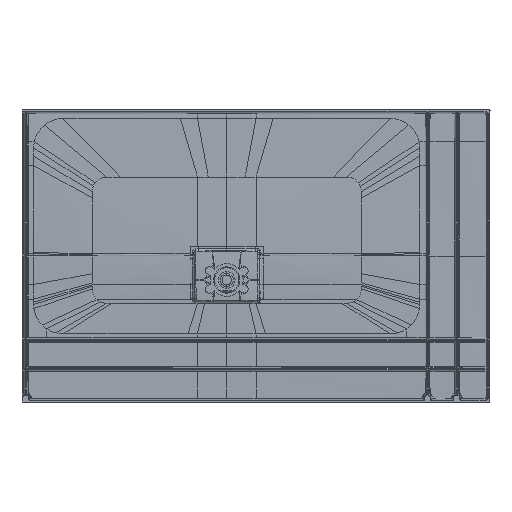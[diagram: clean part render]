
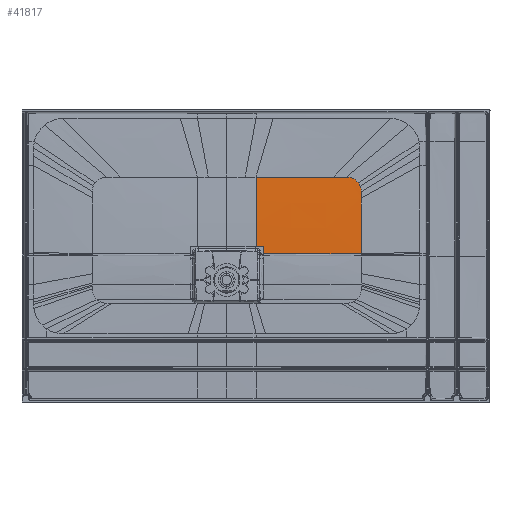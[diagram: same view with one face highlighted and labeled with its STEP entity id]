
A CAD part, front view. The second image highlights one B-rep face of the part: STEP entity #41817.
In plain terms, the highlighted free-form (B-spline) face has degree [3, 3] with [4, 4] control points.
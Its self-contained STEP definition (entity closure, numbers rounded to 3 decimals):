
#11087=CARTESIAN_POINT('',(459.999,-23.737,
145.169));
#11088=CARTESIAN_POINT('',(348.39,-26.357,
145.181));
#11089=CARTESIAN_POINT('',(236.752,-27.777,
145.154));
#11090=CARTESIAN_POINT('',(125.111,-27.962,
145.151));
#11092=CARTESIAN_POINT('',(97.993,7199.92,112.111));
#11093=DIRECTION('',(-1.,0.,0.));
#11094=DIRECTION('',(0.,-1.,0.008));
#11095=AXIS2_PLACEMENT_3D('',#11092,#11093,#11094);
#11097=CARTESIAN_POINT('',(100.081,-22.02,
407.5));
#11098=CARTESIAN_POINT('',(185.468,-22.02,
407.5));
#11099=CARTESIAN_POINT('',(273.811,-21.587,
407.5));
#11100=CARTESIAN_POINT('',(364.083,-20.81,
407.5));
#11102=CARTESIAN_POINT('',(364.083,-20.81,
407.5));
#11103=CARTESIAN_POINT('',(369.232,-20.766,
407.497));
#11104=CARTESIAN_POINT('',(379.498,-20.675,
407.493));
#11105=CARTESIAN_POINT('',(394.803,-20.534,
407.508));
#11106=CARTESIAN_POINT('',(404.945,-20.437,
407.504));
#11107=CARTESIAN_POINT('',(410.,-20.388,
407.499));
#11109=CARTESIAN_POINT('',(410.,-20.388,
407.499));
#11110=CARTESIAN_POINT('',(410.961,-20.379,
407.499));
#11111=CARTESIAN_POINT('',(412.879,-20.361,
407.441));
#11112=CARTESIAN_POINT('',(415.749,-20.34,
407.194));
#11113=CARTESIAN_POINT('',(418.599,-20.323,
406.781));
#11114=CARTESIAN_POINT('',(421.42,-20.31,
406.205));
#11115=CARTESIAN_POINT('',(424.202,-20.301,
405.468));
#11116=CARTESIAN_POINT('',(426.936,-20.296,
404.572));
#11117=CARTESIAN_POINT('',(429.615,-20.295,
403.521));
#11118=CARTESIAN_POINT('',(432.227,-20.298,
402.318));
#11119=CARTESIAN_POINT('',(434.767,-20.305,
400.967));
#11120=CARTESIAN_POINT('',(437.224,-20.316,
399.472));
#11121=CARTESIAN_POINT('',(439.592,-20.33,
397.838));
#11122=CARTESIAN_POINT('',(441.861,-20.347,
396.07));
#11123=CARTESIAN_POINT('',(444.023,-20.368,
394.178));
#11124=CARTESIAN_POINT('',(446.074,-20.392,
392.164));
#11125=CARTESIAN_POINT('',(448.007,-20.419,
390.034));
#11126=CARTESIAN_POINT('',(449.209,-20.438,
388.541));
#11127=CARTESIAN_POINT('',(449.79,-20.449,
387.777));
#11129=CARTESIAN_POINT('',(449.79,-20.449,
387.777));
#11130=CARTESIAN_POINT('',(450.334,-20.459,
387.061));
#11131=CARTESIAN_POINT('',(451.382,-20.479,
385.604));
#11132=CARTESIAN_POINT('',(452.836,-20.512,
383.334));
#11133=CARTESIAN_POINT('',(454.165,-20.547,
380.99));
#11134=CARTESIAN_POINT('',(455.366,-20.585,
378.577));
#11135=CARTESIAN_POINT('',(456.079,-20.611,
376.929));
#11136=CARTESIAN_POINT('',(456.413,-20.625,
376.094));
#11138=CARTESIAN_POINT('',(456.413,-20.625,
376.094));
#11139=CARTESIAN_POINT('',(456.75,-20.639,
375.251));
#11140=CARTESIAN_POINT('',(457.378,-20.667,
373.55));
#11141=CARTESIAN_POINT('',(458.18,-20.711,
370.949));
#11142=CARTESIAN_POINT('',(458.84,-20.758,
368.308));
#11143=CARTESIAN_POINT('',(459.356,-20.806,
365.634));
#11144=CARTESIAN_POINT('',(459.726,-20.857,
362.937));
#11145=CARTESIAN_POINT('',(459.949,-20.909,
360.222));
#11146=CARTESIAN_POINT('',(459.999,-20.944,
358.408));
#11147=CARTESIAN_POINT('',(460.,-20.963,
357.5));
#11149=DIRECTION('',(0.,-0.019,-1.));
#11150=VECTOR('',#11149,21.445);
#11151=CARTESIAN_POINT('',(460.,-20.963,
357.5));
#11152=LINE('',#11151,#11150);
#11153=CARTESIAN_POINT('',(460.,-21.38,
336.059));
#11154=CARTESIAN_POINT('',(460.,-22.582,
271.933));
#11155=CARTESIAN_POINT('',(459.992,-23.362,
208.247));
#11156=CARTESIAN_POINT('',(459.999,-23.737,
145.169));
#11627=CARTESIAN_POINT('',(100.067,-27.825,
170.2));
#11628=CARTESIAN_POINT('',(108.415,-27.825,
170.2));
#11629=CARTESIAN_POINT('',(116.762,-27.817,
170.198));
#11630=CARTESIAN_POINT('',(125.11,-27.803,
170.198));
#11632=CARTESIAN_POINT('',(125.11,-27.803,
170.198));
#11633=CARTESIAN_POINT('',(125.11,-27.871,
161.849));
#11634=CARTESIAN_POINT('',(125.111,-27.923,
153.5));
#11635=CARTESIAN_POINT('',(125.111,-27.962,
145.151));
#11637=CARTESIAN_POINT('',(125.111,-27.962,
145.151));
#20093=CARTESIAN_POINT('',(100.081,-22.02,
407.5));
#20094=VERTEX_POINT('',#20093);
#20096=CARTESIAN_POINT('',(100.067,-27.825,
170.2));
#20098=VERTEX_POINT('',#20096);
#20102=CARTESIAN_POINT('',(364.083,-20.81,
407.5));
#20103=VERTEX_POINT('',#20102);
#20105=CARTESIAN_POINT('',(410.,-20.388,
407.499));
#20106=VERTEX_POINT('',#20105);
#20108=CARTESIAN_POINT('',(449.79,-20.449,
387.777));
#20109=VERTEX_POINT('',#20108);
#20111=CARTESIAN_POINT('',(456.413,-20.625,
376.094));
#20112=VERTEX_POINT('',#20111);
#20251=VERTEX_POINT('',#11637);
#20253=CARTESIAN_POINT('',(459.999,-23.737,
145.169));
#20255=VERTEX_POINT('',#20253);
#20256=VERTEX_POINT('',#11632);
#20257=VERTEX_POINT('',#11147);
#20258=CARTESIAN_POINT('',(460.,-21.38,
336.059));
#20259=VERTEX_POINT('',#20258);
#41784=CARTESIAN_POINT('',(463.532,-19.773,
410.052));
#41785=CARTESIAN_POINT('',(463.656,-21.855,
320.905));
#41786=CARTESIAN_POINT('',(463.727,-23.152,
231.725));
#41787=CARTESIAN_POINT('',(463.747,-23.664,
142.543));
#41788=CARTESIAN_POINT('',(341.199,-21.084,
410.219));
#41789=CARTESIAN_POINT('',(341.297,-24.152,
321.033));
#41790=CARTESIAN_POINT('',(341.345,-25.98,
231.796));
#41791=CARTESIAN_POINT('',(341.344,-26.569,
142.555));
#41792=CARTESIAN_POINT('',(218.841,-21.92,
410.329));
#41793=CARTESIAN_POINT('',(218.895,-25.617,
321.107));
#41794=CARTESIAN_POINT('',(218.916,-27.651,
231.816));
#41795=CARTESIAN_POINT('',(218.906,-28.023,
142.522));
#41796=CARTESIAN_POINT('',(96.468,-21.903,
410.327));
#41797=CARTESIAN_POINT('',(96.467,-25.587,
321.106));
#41798=CARTESIAN_POINT('',(96.466,-27.618,
231.817));
#41799=CARTESIAN_POINT('',(96.466,-27.994,
142.522));
#41800=B_SPLINE_SURFACE_WITH_KNOTS('',3,3,((#41784,#41785,#41786,#41787),
(#41788,#41789,#41790,#41791),(#41792,#41793,#41794,#41795),(#41796,#41797,
#41798,#41799)),.UNSPECIFIED.,.F.,.F.,.F.,(4,4),(4,4),(0.384,
1.006),(0.302,0.987),.UNSPECIFIED.);
#41802=ORIENTED_EDGE('',*,*,#41801,.T.);
#41804=ORIENTED_EDGE('',*,*,#41803,.F.);
#41806=ORIENTED_EDGE('',*,*,#41805,.F.);
#41807=ORIENTED_EDGE('',*,*,#41775,.T.);
#41808=ORIENTED_EDGE('',*,*,#41654,.T.);
#41809=ORIENTED_EDGE('',*,*,#41627,.T.);
#41810=ORIENTED_EDGE('',*,*,#41592,.T.);
#41811=ORIENTED_EDGE('',*,*,#41553,.T.);
#41812=ORIENTED_EDGE('',*,*,#41518,.T.);
#41813=ORIENTED_EDGE('',*,*,#41483,.T.);
#41814=ORIENTED_EDGE('',*,*,#41448,.T.);
#41815=EDGE_LOOP('',(#41802,#41804,#41806,#41807,#41808,#41809,#41810,#41811,
#41812,#41813,#41814));
#41816=FACE_OUTER_BOUND('',#41815,.F.);
#41817=ADVANCED_FACE('',(#41816),#41800,.T.);
#11091=B_SPLINE_CURVE_WITH_KNOTS('',3,(#11087,#11088,#11089,#11090),
.UNSPECIFIED.,.F.,.F.,(4,4),(0.,1.),.UNSPECIFIED.);
#11096=CIRCLE('',#11095,7227.978);
#11101=B_SPLINE_CURVE_WITH_KNOTS('',3,(#11097,#11098,#11099,#11100),
.UNSPECIFIED.,.F.,.F.,(4,4),(0.,1.),.UNSPECIFIED.);
#11108=B_SPLINE_CURVE_WITH_KNOTS('',3,(#11102,#11103,#11104,#11105,#11106,
#11107),.UNSPECIFIED.,.F.,.F.,(4,1,1,4),(0.,0.333,
0.667,1.),.UNSPECIFIED.);
#11128=B_SPLINE_CURVE_WITH_KNOTS('',3,(#11109,#11110,#11111,#11112,#11113,
#11114,#11115,#11116,#11117,#11118,#11119,#11120,#11121,#11122,#11123,#11124,
#11125,#11126,#11127),.UNSPECIFIED.,.F.,.F.,(4,1,1,1,1,1,1,1,1,1,1,1,1,1,1,1,4),
(0.,0.063,0.125,0.188,0.25,0.313,0.375,0.438,0.5,0.563,
0.625,0.688,0.75,0.813,0.875,0.938,1.),.UNSPECIFIED.);
#11137=B_SPLINE_CURVE_WITH_KNOTS('',3,(#11129,#11130,#11131,#11132,#11133,
#11134,#11135,#11136),.UNSPECIFIED.,.F.,.F.,(4,1,1,1,1,4),(0.,0.2,0.4,
0.6,0.8,1.),.UNSPECIFIED.);
#11148=B_SPLINE_CURVE_WITH_KNOTS('',3,(#11138,#11139,#11140,#11141,#11142,
#11143,#11144,#11145,#11146,#11147),.UNSPECIFIED.,.F.,.F.,(4,1,1,1,1,1,1,4),(
0.,0.143,0.286,0.429,0.571,
0.714,0.857,1.),.UNSPECIFIED.);
#11157=B_SPLINE_CURVE_WITH_KNOTS('',3,(#11153,#11154,#11155,#11156),
.UNSPECIFIED.,.F.,.F.,(4,4),(0.,1.),.UNSPECIFIED.);
#11631=B_SPLINE_CURVE_WITH_KNOTS('',3,(#11627,#11628,#11629,#11630),
.UNSPECIFIED.,.F.,.F.,(4,4),(0.,1.),.UNSPECIFIED.);
#11636=B_SPLINE_CURVE_WITH_KNOTS('',3,(#11632,#11633,#11634,#11635),
.UNSPECIFIED.,.F.,.F.,(4,4),(0.,1.),.UNSPECIFIED.);
#41448=EDGE_CURVE('',#20259,#20255,#11157,.T.);
#41483=EDGE_CURVE('',#20257,#20259,#11152,.T.);
#41518=EDGE_CURVE('',#20112,#20257,#11148,.T.);
#41553=EDGE_CURVE('',#20109,#20112,#11137,.T.);
#41592=EDGE_CURVE('',#20106,#20109,#11128,.T.);
#41627=EDGE_CURVE('',#20103,#20106,#11108,.T.);
#41654=EDGE_CURVE('',#20094,#20103,#11101,.T.);
#41775=EDGE_CURVE('',#20098,#20094,#11096,.T.);
#41801=EDGE_CURVE('',#20255,#20251,#11091,.T.);
#41803=EDGE_CURVE('',#20256,#20251,#11636,.T.);
#41805=EDGE_CURVE('',#20098,#20256,#11631,.T.);
